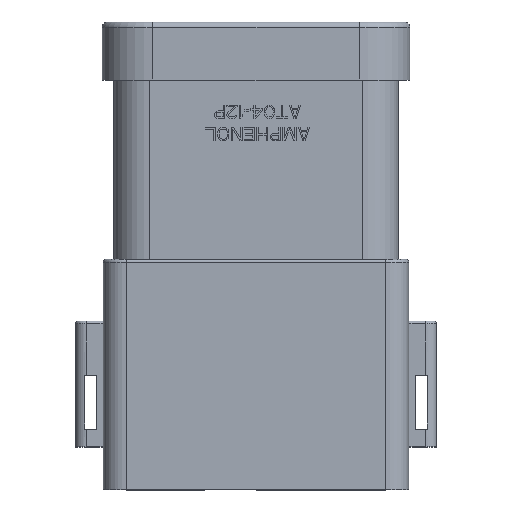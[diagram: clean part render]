
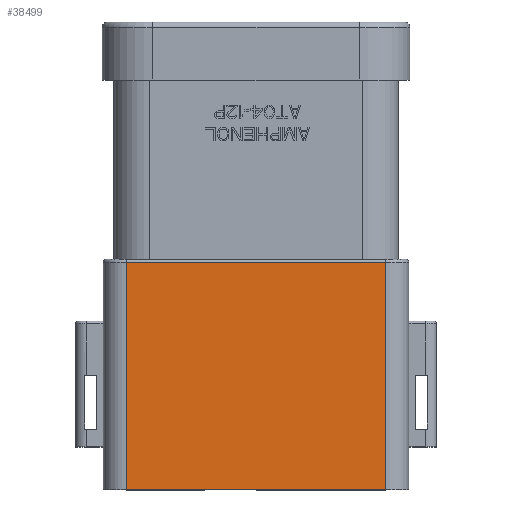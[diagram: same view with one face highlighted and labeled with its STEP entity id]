
A CAD part, top view. The second image highlights one B-rep face of the part: STEP entity #38499.
In plain terms, the highlighted planar face has unit normal (0, 0, 1).
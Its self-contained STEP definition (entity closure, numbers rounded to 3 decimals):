
#12909=DIRECTION('',(1.,0.,0.));
#12910=VECTOR('',#12909,29.05);
#12911=CARTESIAN_POINT('',(-14.525,-0.1,11.1));
#12912=LINE('',#12911,#12910);
#12941=DIRECTION('',(0.,-1.,0.));
#12942=VECTOR('',#12941,25.5);
#12943=CARTESIAN_POINT('',(-14.525,25.4,11.1));
#12944=LINE('',#12943,#12942);
#12968=DIRECTION('',(-1.,0.,0.));
#12969=VECTOR('',#12968,29.05);
#12970=CARTESIAN_POINT('',(14.525,25.4,11.1));
#12971=LINE('',#12970,#12969);
#14129=DIRECTION('',(0.,1.,0.));
#14130=VECTOR('',#14129,25.5);
#14131=CARTESIAN_POINT('',(14.525,-0.1,11.1));
#14132=LINE('',#14131,#14130);
#16583=CARTESIAN_POINT('',(-14.525,-0.1,11.1));
#16584=VERTEX_POINT('',#16583);
#16585=CARTESIAN_POINT('',(14.525,-0.1,11.1));
#16586=VERTEX_POINT('',#16585);
#16889=CARTESIAN_POINT('',(14.525,25.4,11.1));
#16890=VERTEX_POINT('',#16889);
#16891=CARTESIAN_POINT('',(-14.525,25.4,11.1));
#16892=VERTEX_POINT('',#16891);
#38488=CARTESIAN_POINT('',(-17.125,0.,11.1));
#38489=DIRECTION('',(0.,0.,1.));
#38490=DIRECTION('',(1.,0.,0.));
#38491=AXIS2_PLACEMENT_3D('',#38488,#38489,#38490);
#38492=PLANE('',#38491);
#38493=ORIENTED_EDGE('',*,*,#37129,.F.);
#38494=ORIENTED_EDGE('',*,*,#38483,.F.);
#38495=ORIENTED_EDGE('',*,*,#37071,.F.);
#38496=ORIENTED_EDGE('',*,*,#37101,.F.);
#38497=EDGE_LOOP('',(#38493,#38494,#38495,#38496));
#38498=FACE_OUTER_BOUND('',#38497,.F.);
#38499=ADVANCED_FACE('',(#38498),#38492,.T.);
#37071=EDGE_CURVE('',#16584,#16586,#12912,.T.);
#37101=EDGE_CURVE('',#16892,#16584,#12944,.T.);
#37129=EDGE_CURVE('',#16890,#16892,#12971,.T.);
#38483=EDGE_CURVE('',#16586,#16890,#14132,.T.);
